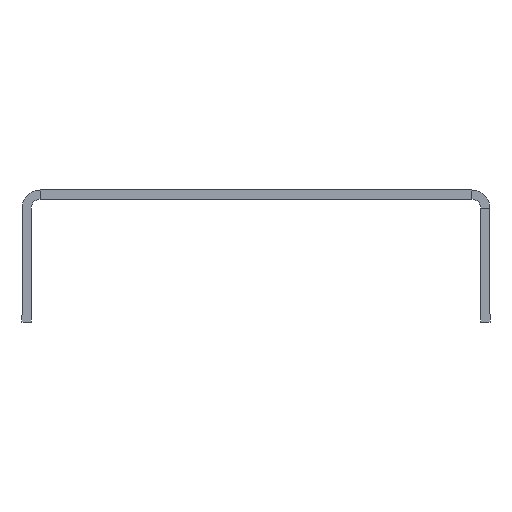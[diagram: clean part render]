
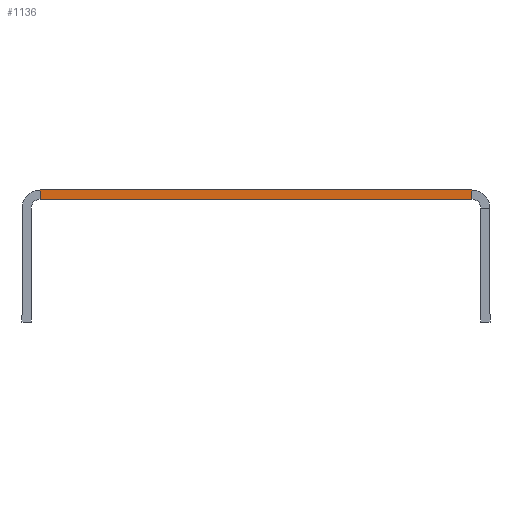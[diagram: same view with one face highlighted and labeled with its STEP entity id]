
A CAD part, front view. The second image highlights one B-rep face of the part: STEP entity #1136.
In plain terms, the highlighted planar face has unit normal (0, -1, 0).
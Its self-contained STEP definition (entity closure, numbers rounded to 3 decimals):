
#11 = VERTEX_POINT ( 'NONE', #658 ) ;
#61 = LINE ( 'NONE', #224, #966 ) ;
#92 = EDGE_LOOP ( 'NONE', ( #1026, #913, #578, #990 ) ) ;
#95 = DIRECTION ( 'NONE',  ( 0., -1., 0. ) ) ;
#135 = LINE ( 'NONE', #307, #1024 ) ;
#156 = VECTOR ( 'NONE', #877, 1000. ) ;
#216 = EDGE_CURVE ( 'NONE', #854, #917, #519, .T. ) ;
#224 = CARTESIAN_POINT ( 'NONE',  ( -47.4, -940.5, -2. ) ) ;
#240 = VERTEX_POINT ( 'NONE', #589 ) ;
#282 = CARTESIAN_POINT ( 'NONE',  ( 51.4, -940.5, -2. ) ) ;
#307 = CARTESIAN_POINT ( 'NONE',  ( 47.4, -940.5, -2. ) ) ;
#325 = CARTESIAN_POINT ( 'NONE',  ( 51.4, -940.5, 0. ) ) ;
#371 = CARTESIAN_POINT ( 'NONE',  ( 47.4, -940.5, 0. ) ) ;
#390 = CARTESIAN_POINT ( 'NONE',  ( -47.4, -940.5, 0. ) ) ;
#424 = DIRECTION ( 'NONE',  ( 1., 0., 0. ) ) ;
#509 = EDGE_CURVE ( 'NONE', #240, #11, #779, .T. ) ;
#519 = LINE ( 'NONE', #325, #156 ) ;
#561 = VECTOR ( 'NONE', #424, 1000. ) ;
#578 = ORIENTED_EDGE ( 'NONE', *, *, #711, .T. ) ;
#589 = CARTESIAN_POINT ( 'NONE',  ( -47.4, -940.5, -2. ) ) ;
#655 = PLANE ( 'NONE',  #701 ) ;
#658 = CARTESIAN_POINT ( 'NONE',  ( 47.4, -940.5, -2. ) ) ;
#688 = CARTESIAN_POINT ( 'NONE',  ( 51.4, -940.5, -2. ) ) ;
#690 = DIRECTION ( 'NONE',  ( 0., 0., 1. ) ) ;
#701 = AXIS2_PLACEMENT_3D ( 'NONE', #282, #95, #1023 ) ;
#711 = EDGE_CURVE ( 'NONE', #11, #917, #135, .T. ) ;
#779 = LINE ( 'NONE', #688, #561 ) ;
#854 = VERTEX_POINT ( 'NONE', #390 ) ;
#877 = DIRECTION ( 'NONE',  ( 1., 0., 0. ) ) ;
#913 = ORIENTED_EDGE ( 'NONE', *, *, #509, .T. ) ;
#917 = VERTEX_POINT ( 'NONE', #371 ) ;
#966 = VECTOR ( 'NONE', #690, 1000. ) ;
#990 = ORIENTED_EDGE ( 'NONE', *, *, #216, .F. ) ;
#997 = EDGE_CURVE ( 'NONE', #240, #854, #61, .T. ) ;
#1023 = DIRECTION ( 'NONE',  ( 0., 0., -1. ) ) ;
#1024 = VECTOR ( 'NONE', #1103, 1000. ) ;
#1026 = ORIENTED_EDGE ( 'NONE', *, *, #997, .F. ) ;
#1103 = DIRECTION ( 'NONE',  ( 0., 0., 1. ) ) ;
#1121 = FACE_OUTER_BOUND ( 'NONE', #92, .T. ) ;
#1136 = ADVANCED_FACE ( 'NONE', ( #1121 ), #655, .T. ) ;
